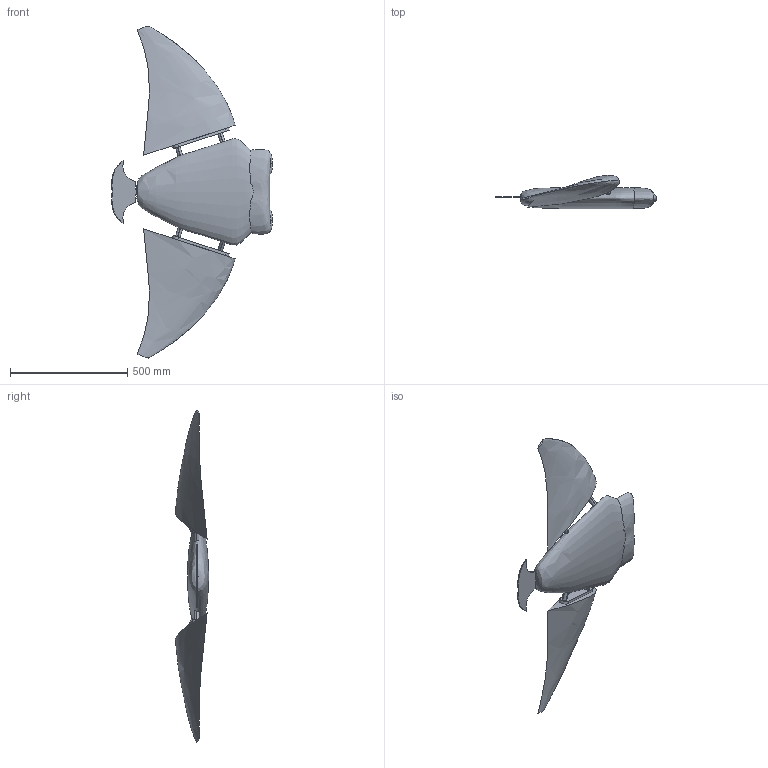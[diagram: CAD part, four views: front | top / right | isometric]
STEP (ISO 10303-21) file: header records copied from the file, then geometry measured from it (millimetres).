
FILE_DESCRIPTION(/* description */ (''),/* implementation_level */ '2;1');
FILE_NAME(/* name */ 'Robot_simulado_sin_errores_version_de_trabajo.step',/* time_stamp */ '2025-04-19T13:13:53+02:00',/* author */ (''),/* organization */ (''),/* preprocessor_version */ 'ST-DEVELOPER v20.1',/* originating_system */ 'Autodesk Translation Framework v14.4.0.0',/* authorisation */ '');
FILE_SCHEMA (('AUTOMOTIVE_DESIGN { 1 0 10303 214 3 1 1 }'));
Length unit declared in the file: millimetre
Products named in the file (2): Robot_simulado_sin_errores_version_de_trabajo; Componente128
Assembly tree (1 placements, depth 2):
  Robot_simulado_sin_errores_version_de_trabajo
    Componente128
Bounding box: 686.32 x 142.25 x 1415.43 mm (x, y, z)
Volume: 21466695.6 mm3; surface area: 1082885.9 mm2
Topology: 1 solids, 1 shells, 73 faces, 195 edges, 127 vertices
Faces by surface type: plane 33, bspline 20, cylinder 20
Entity records: 6726 total; most frequent: CARTESIAN_POINT 5074, ORIENTED_EDGE 380, DIRECTION 242, EDGE_CURVE 190, VERTEX_POINT 127, B_SPLINE_CURVE_WITH_KNOTS 88, EDGE_LOOP 85, AXIS2_PLACEMENT_3D 84
